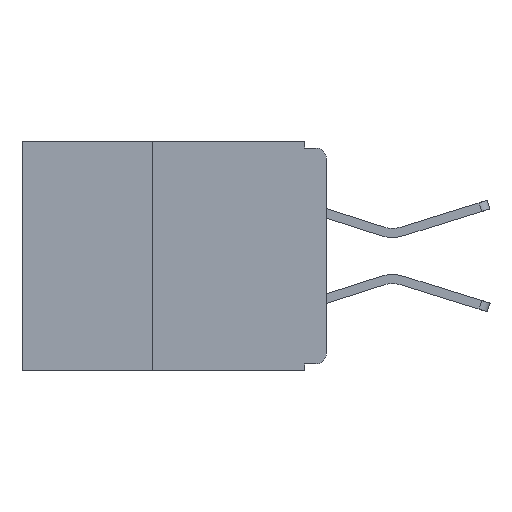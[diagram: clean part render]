
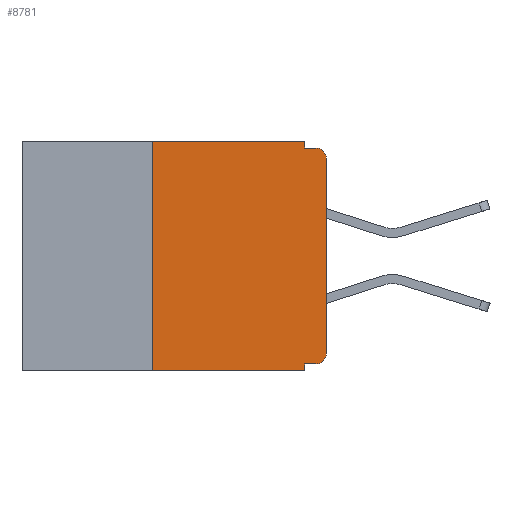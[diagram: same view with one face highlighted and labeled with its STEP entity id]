
A CAD part, left-side view. The second image highlights one B-rep face of the part: STEP entity #8781.
In plain terms, the highlighted planar face has unit normal (-1, 0, 0).
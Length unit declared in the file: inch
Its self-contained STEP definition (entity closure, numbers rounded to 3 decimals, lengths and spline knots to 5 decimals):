
#306 = VECTOR ( 'NONE', #15500, 39.37008 ) ;
#1148 = VERTEX_POINT ( 'NONE', #3823 ) ;
#1265 = CARTESIAN_POINT ( 'NONE',  ( 0., 0.015, -0.025 ) ) ;
#1729 = CIRCLE ( 'NONE', #4473, 0.015 ) ;
#1928 = ORIENTED_EDGE ( 'NONE', *, *, #10211, .F. ) ;
#1984 = EDGE_LOOP ( 'NONE', ( #17965, #17729, #9051, #16933, #1928, #2208, #6007, #6662, #11797, #3009 ) ) ;
#2208 = ORIENTED_EDGE ( 'NONE', *, *, #5122, .F. ) ;
#2475 = VECTOR ( 'NONE', #8099, 39.37008 ) ;
#2479 = VERTEX_POINT ( 'NONE', #7935 ) ;
#2545 = EDGE_CURVE ( 'NONE', #1148, #11110, #1729, .T. ) ;
#2666 = CARTESIAN_POINT ( 'NONE',  ( 0., 0.015, -0.305 ) ) ;
#2689 = DIRECTION ( 'NONE',  ( -1., 0., 0. ) ) ;
#2691 = VERTEX_POINT ( 'NONE', #3405 ) ;
#2696 = DIRECTION ( 'NONE',  ( 0., 0., -1. ) ) ;
#2765 = EDGE_CURVE ( 'NONE', #2479, #14392, #9060, .T. ) ;
#2836 = CARTESIAN_POINT ( 'NONE',  ( 0., 0.25, -0.33 ) ) ;
#3009 = ORIENTED_EDGE ( 'NONE', *, *, #2545, .T. ) ;
#3405 = CARTESIAN_POINT ( 'NONE',  ( 0., 0.25, 0. ) ) ;
#3823 = CARTESIAN_POINT ( 'NONE',  ( 0., 0.015, -0.32 ) ) ;
#4473 = AXIS2_PLACEMENT_3D ( 'NONE', #2666, #2689, #16366 ) ;
#5015 = CARTESIAN_POINT ( 'NONE',  ( 0., 0., 0. ) ) ;
#5122 = EDGE_CURVE ( 'NONE', #14223, #2691, #8355, .T. ) ;
#5179 = DIRECTION ( 'NONE',  ( 0., 0., 1. ) ) ;
#5323 = VECTOR ( 'NONE', #5508, 39.37008 ) ;
#5508 = DIRECTION ( 'NONE',  ( 0., -1., 0. ) ) ;
#5627 = VECTOR ( 'NONE', #5179, 39.37008 ) ;
#5924 = VECTOR ( 'NONE', #7726, 39.37008 ) ;
#5957 = CARTESIAN_POINT ( 'NONE',  ( 0., 0.031, -0.33 ) ) ;
#6007 = ORIENTED_EDGE ( 'NONE', *, *, #9309, .T. ) ;
#6261 = LINE ( 'NONE', #17591, #2475 ) ;
#6524 = EDGE_CURVE ( 'NONE', #11110, #7769, #16617, .T. ) ;
#6662 = ORIENTED_EDGE ( 'NONE', *, *, #13480, .F. ) ;
#6775 = CARTESIAN_POINT ( 'NONE',  ( 0., 0.031, -0.33 ) ) ;
#7019 = CARTESIAN_POINT ( 'NONE',  ( 0., 0., -0.025 ) ) ;
#7127 = VECTOR ( 'NONE', #16409, 39.37008 ) ;
#7633 = VECTOR ( 'NONE', #11824, 39.37008 ) ;
#7726 = DIRECTION ( 'NONE',  ( 0., -1., 0. ) ) ;
#7732 = AXIS2_PLACEMENT_3D ( 'NONE', #12050, #11983, #11962 ) ;
#7736 = CARTESIAN_POINT ( 'NONE',  ( 0., 0., -0.01 ) ) ;
#7766 = CARTESIAN_POINT ( 'NONE',  ( 0., 0.437, -0.33 ) ) ;
#7769 = VERTEX_POINT ( 'NONE', #7019 ) ;
#7935 = CARTESIAN_POINT ( 'NONE',  ( 0., 0.031, -0.01 ) ) ;
#8099 = DIRECTION ( 'NONE',  ( 0., 0., -1. ) ) ;
#8355 = LINE ( 'NONE', #12320, #9222 ) ;
#8781 = ADVANCED_FACE ( 'NONE', ( #9707 ), #12017, .F. ) ;
#9051 = ORIENTED_EDGE ( 'NONE', *, *, #2765, .F. ) ;
#9060 = LINE ( 'NONE', #7736, #5323 ) ;
#9222 = VECTOR ( 'NONE', #12239, 39.37008 ) ;
#9309 = EDGE_CURVE ( 'NONE', #14223, #13730, #16496, .T. ) ;
#9707 = FACE_OUTER_BOUND ( 'NONE', #1984, .T. ) ;
#9988 = LINE ( 'NONE', #6775, #7127 ) ;
#10149 = AXIS2_PLACEMENT_3D ( 'NONE', #1265, #11140, #2696 ) ;
#10211 = EDGE_CURVE ( 'NONE', #2691, #11202, #12008, .T. ) ;
#11110 = VERTEX_POINT ( 'NONE', #14412 ) ;
#11140 = DIRECTION ( 'NONE',  ( -1., 0., 0. ) ) ;
#11202 = VERTEX_POINT ( 'NONE', #13394 ) ;
#11349 = EDGE_CURVE ( 'NONE', #1148, #13532, #14963, .T. ) ;
#11691 = CARTESIAN_POINT ( 'NONE',  ( 0., 0.015, -0.01 ) ) ;
#11797 = ORIENTED_EDGE ( 'NONE', *, *, #11349, .F. ) ;
#11824 = DIRECTION ( 'NONE',  ( 0., 1., 0. ) ) ;
#11886 = CARTESIAN_POINT ( 'NONE',  ( 0., 0., -0.32 ) ) ;
#11962 = DIRECTION ( 'NONE',  ( 0., 0., -1. ) ) ;
#11983 = DIRECTION ( 'NONE',  ( 1., 0., 0. ) ) ;
#12008 = LINE ( 'NONE', #15356, #306 ) ;
#12017 = PLANE ( 'NONE',  #7732 ) ;
#12050 = CARTESIAN_POINT ( 'NONE',  ( 0., 0.437, 0. ) ) ;
#12239 = DIRECTION ( 'NONE',  ( 0., 0., 1. ) ) ;
#12320 = CARTESIAN_POINT ( 'NONE',  ( 0., 0.25, -0.33 ) ) ;
#13095 = CIRCLE ( 'NONE', #10149, 0.015 ) ;
#13394 = CARTESIAN_POINT ( 'NONE',  ( 0., 0.031, 0. ) ) ;
#13480 = EDGE_CURVE ( 'NONE', #13532, #13730, #9988, .T. ) ;
#13532 = VERTEX_POINT ( 'NONE', #15187 ) ;
#13730 = VERTEX_POINT ( 'NONE', #5957 ) ;
#14223 = VERTEX_POINT ( 'NONE', #2836 ) ;
#14392 = VERTEX_POINT ( 'NONE', #11691 ) ;
#14412 = CARTESIAN_POINT ( 'NONE',  ( 0., 0., -0.305 ) ) ;
#14963 = LINE ( 'NONE', #11886, #7633 ) ;
#15187 = CARTESIAN_POINT ( 'NONE',  ( 0., 0.031, -0.32 ) ) ;
#15356 = CARTESIAN_POINT ( 'NONE',  ( 0., 0.437, 0. ) ) ;
#15500 = DIRECTION ( 'NONE',  ( 0., -1., 0. ) ) ;
#16366 = DIRECTION ( 'NONE',  ( 0., 0., -1. ) ) ;
#16409 = DIRECTION ( 'NONE',  ( 0., 0., -1. ) ) ;
#16496 = LINE ( 'NONE', #7766, #5924 ) ;
#16617 = LINE ( 'NONE', #5015, #5627 ) ;
#16824 = EDGE_CURVE ( 'NONE', #7769, #14392, #13095, .T. ) ;
#16933 = ORIENTED_EDGE ( 'NONE', *, *, #17819, .F. ) ;
#17591 = CARTESIAN_POINT ( 'NONE',  ( 0., 0.031, 0. ) ) ;
#17729 = ORIENTED_EDGE ( 'NONE', *, *, #16824, .T. ) ;
#17819 = EDGE_CURVE ( 'NONE', #11202, #2479, #6261, .T. ) ;
#17965 = ORIENTED_EDGE ( 'NONE', *, *, #6524, .T. ) ;
